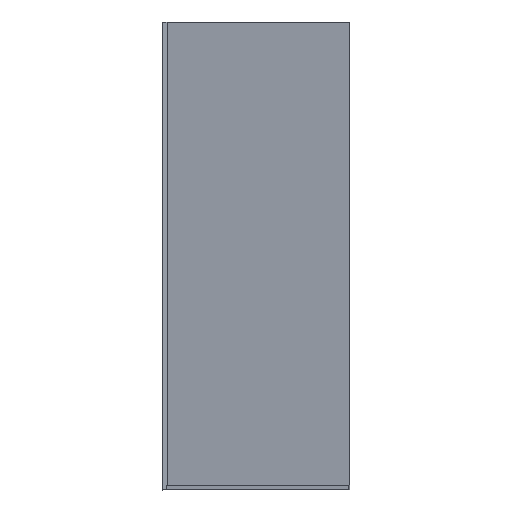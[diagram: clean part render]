
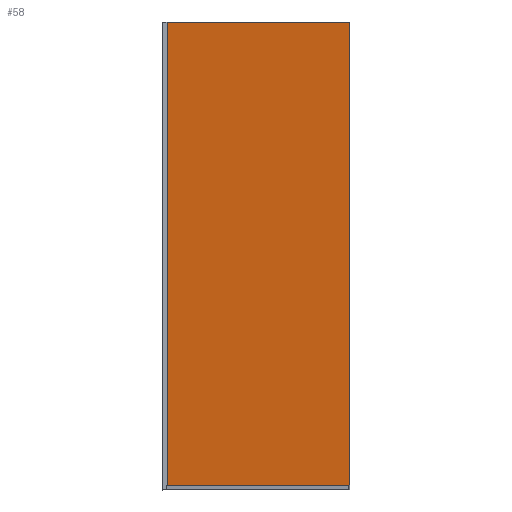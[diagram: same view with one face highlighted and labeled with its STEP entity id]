
A CAD part, top view. The second image highlights one B-rep face of the part: STEP entity #58.
In plain terms, the highlighted planar face has unit normal (-0.164, 0, 0.986).
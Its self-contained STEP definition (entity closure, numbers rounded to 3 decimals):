
#58=ADVANCED_FACE('',(#99),#101,.T.);
#99=FACE_BOUND('',#100,.T.);
#100=EDGE_LOOP('',(#166,#167,#168,#169));
#101=PLANE('',#102);
#102=AXIS2_PLACEMENT_3D('',#103,#104,#105);
#103=CARTESIAN_POINT('',(-15.,-150.,221.));
#104=DIRECTION('',(-0.164,0.,0.986));
#105=DIRECTION('',(0.,1.,0.));
#166=ORIENTED_EDGE('',*,*,#199,.F.);
#167=ORIENTED_EDGE('',*,*,#211,.T.);
#168=ORIENTED_EDGE('',*,*,#212,.T.);
#169=ORIENTED_EDGE('',*,*,#209,.F.);
#199=EDGE_CURVE('',#231,#232,#233,.T.);
#209=EDGE_CURVE('',#232,#248,#249,.T.);
#211=EDGE_CURVE('',#231,#251,#252,.T.);
#212=EDGE_CURVE('',#251,#248,#253,.T.);
#231=VERTEX_POINT('',#286);
#232=VERTEX_POINT('',#287);
#233=LINE('',#288,#289);
#248=VERTEX_POINT('',#323);
#249=LINE('',#324,#325);
#251=VERTEX_POINT('',#330);
#252=LINE('',#331,#332);
#253=LINE('',#334,#335);
#286=CARTESIAN_POINT('',(-15.,-147.,221.));
#287=CARTESIAN_POINT('',(-132.,-147.,201.5));
#288=CARTESIAN_POINT('',(-15.,-147.,221.));
#289=VECTOR('',#290,1.);
#290=DIRECTION('',(-0.986,0.,-0.164));
#323=CARTESIAN_POINT('',(-132.,150.,201.5));
#324=CARTESIAN_POINT('',(-132.,-147.,201.5));
#325=VECTOR('',#326,1.);
#326=DIRECTION('',(0.,1.,0.));
#330=CARTESIAN_POINT('',(-15.,150.,221.));
#331=CARTESIAN_POINT('',(-15.,-147.,221.));
#332=VECTOR('',#333,1.);
#333=DIRECTION('',(0.,1.,0.));
#334=CARTESIAN_POINT('',(-15.,150.,221.));
#335=VECTOR('',#336,1.);
#336=DIRECTION('',(-0.986,0.,-0.164));
